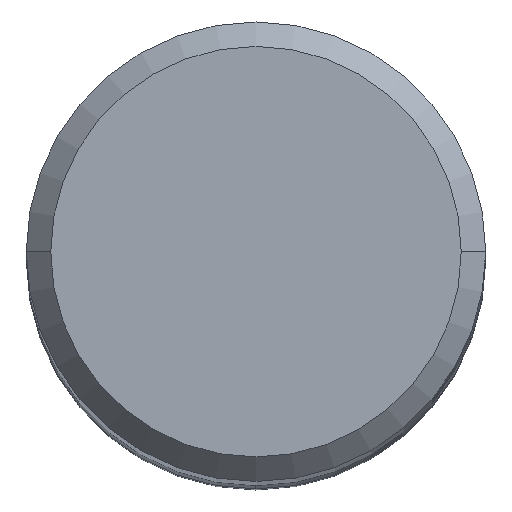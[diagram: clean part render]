
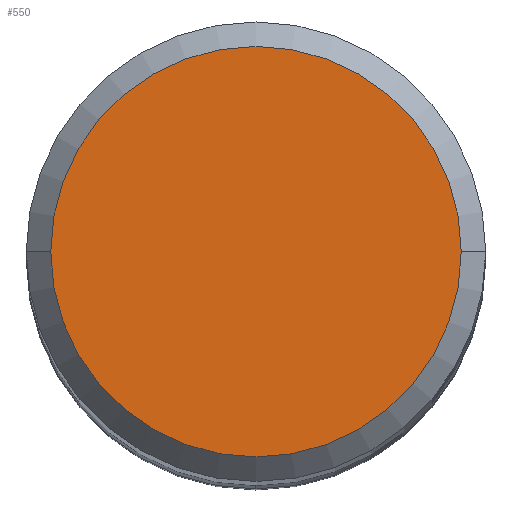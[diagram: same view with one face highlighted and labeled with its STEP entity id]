
A CAD part, top view. The second image highlights one B-rep face of the part: STEP entity #550.
In plain terms, the highlighted planar face has unit normal (0, 0, 1).
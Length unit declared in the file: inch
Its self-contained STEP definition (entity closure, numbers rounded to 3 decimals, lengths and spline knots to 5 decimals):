
#9 = DIRECTION ( 'NONE',  ( 0., 0., 1. ) ) ;
#13 = CARTESIAN_POINT ( 'NONE',  ( -0.1675, 0., 0. ) ) ;
#33 = VERTEX_POINT ( 'NONE', #477 ) ;
#63 = ORIENTED_EDGE ( 'NONE', *, *, #281, .T. ) ;
#129 = EDGE_CURVE ( 'NONE', #33, #423, #303, .T. ) ;
#161 = FACE_OUTER_BOUND ( 'NONE', #274, .T. ) ;
#190 = DIRECTION ( 'NONE',  ( 0., 0., 1. ) ) ;
#193 = DIRECTION ( 'NONE',  ( 1., 0., 0. ) ) ;
#219 = AXIS2_PLACEMENT_3D ( 'NONE', #473, #399, #432 ) ;
#274 = EDGE_LOOP ( 'NONE', ( #63, #426 ) ) ;
#281 = EDGE_CURVE ( 'NONE', #423, #33, #310, .T. ) ;
#292 = PLANE ( 'NONE',  #219 ) ;
#303 = CIRCLE ( 'NONE', #409, 0.1675 ) ;
#310 = CIRCLE ( 'NONE', #496, 0.1675 ) ;
#372 = CARTESIAN_POINT ( 'NONE',  ( 0., 0., 0. ) ) ;
#399 = DIRECTION ( 'NONE',  ( 0., 0., -1. ) ) ;
#409 = AXIS2_PLACEMENT_3D ( 'NONE', #487, #9, #485 ) ;
#423 = VERTEX_POINT ( 'NONE', #13 ) ;
#426 = ORIENTED_EDGE ( 'NONE', *, *, #129, .T. ) ;
#432 = DIRECTION ( 'NONE',  ( -1., 0., 0. ) ) ;
#473 = CARTESIAN_POINT ( 'NONE',  ( 0., 0.1675, 0. ) ) ;
#477 = CARTESIAN_POINT ( 'NONE',  ( 0.1675, 0., 0. ) ) ;
#485 = DIRECTION ( 'NONE',  ( 1., 0., 0. ) ) ;
#487 = CARTESIAN_POINT ( 'NONE',  ( 0., 0., 0. ) ) ;
#496 = AXIS2_PLACEMENT_3D ( 'NONE', #372, #190, #193 ) ;
#550 = ADVANCED_FACE ( 'NONE', ( #161 ), #292, .F. ) ;
